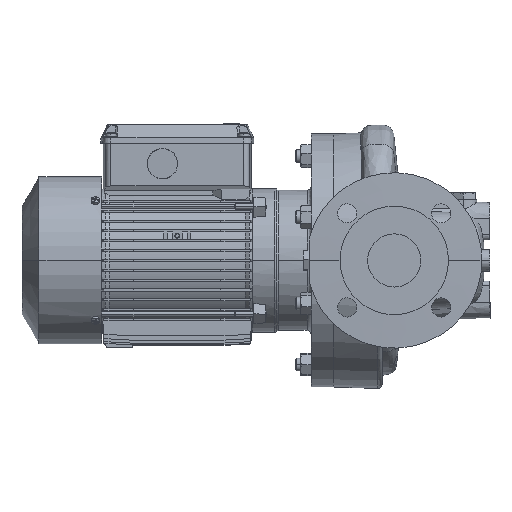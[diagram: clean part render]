
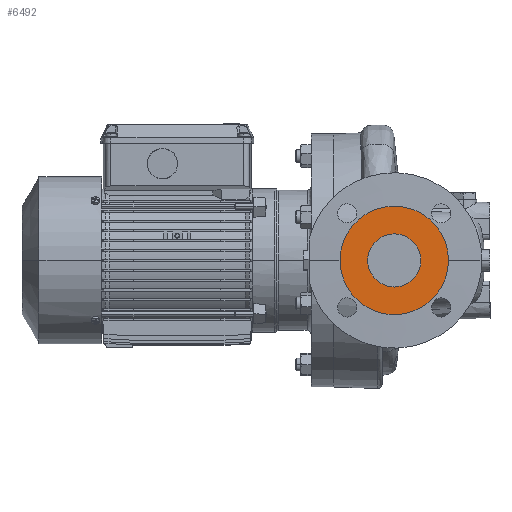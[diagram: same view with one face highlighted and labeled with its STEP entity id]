
A CAD part, left-side view. The second image highlights one B-rep face of the part: STEP entity #6492.
In plain terms, the highlighted planar face has unit normal (-1, 0, 0).
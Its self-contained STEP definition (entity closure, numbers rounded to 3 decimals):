
#548 = AXIS2_PLACEMENT_3D ( 'NONE', #57087, #49935, #88754 ) ;
#6492 = ADVANCED_FACE ( 'NONE', ( #67847, #52522 ), #13653, .T. ) ;
#8725 = ORIENTED_EDGE ( 'NONE', *, *, #82581, .F. ) ;
#10290 = CIRCLE ( 'NONE', #90280, 51. ) ;
#11251 = CARTESIAN_POINT ( 'NONE',  ( -170., 0., 57. ) ) ;
#13277 = DIRECTION ( 'NONE',  ( 1., 0., 0. ) ) ;
#13653 = PLANE ( 'NONE',  #37401 ) ;
#14064 = EDGE_CURVE ( 'NONE', #88593, #92569, #59290, .T. ) ;
#16249 = DIRECTION ( 'NONE',  ( 0., 0., -1. ) ) ;
#17181 = VERTEX_POINT ( 'NONE', #46696 ) ;
#29016 = CARTESIAN_POINT ( 'NONE',  ( -170., 0., 57. ) ) ;
#29748 = DIRECTION ( 'NONE',  ( -1., 0., 0. ) ) ;
#33070 = EDGE_CURVE ( 'NONE', #62384, #17181, #10290, .T. ) ;
#37401 = AXIS2_PLACEMENT_3D ( 'NONE', #29016, #44846, #54506 ) ;
#38299 = AXIS2_PLACEMENT_3D ( 'NONE', #99755, #29748, #45095 ) ;
#41801 = CIRCLE ( 'NONE', #38299, 25. ) ;
#42829 = CARTESIAN_POINT ( 'NONE',  ( -170., 0., 82. ) ) ;
#44846 = DIRECTION ( 'NONE',  ( -1., 0., 0. ) ) ;
#45095 = DIRECTION ( 'NONE',  ( 0., 0., 1. ) ) ;
#46696 = CARTESIAN_POINT ( 'NONE',  ( -170., 0., 6. ) ) ;
#47683 = ORIENTED_EDGE ( 'NONE', *, *, #14064, .F. ) ;
#49935 = DIRECTION ( 'NONE',  ( -1., 0., 0. ) ) ;
#52522 = FACE_OUTER_BOUND ( 'NONE', #99495, .T. ) ;
#54506 = DIRECTION ( 'NONE',  ( 0., 0., 1. ) ) ;
#57087 = CARTESIAN_POINT ( 'NONE',  ( -170., 0., 57. ) ) ;
#59290 = CIRCLE ( 'NONE', #548, 25. ) ;
#59607 = CIRCLE ( 'NONE', #77522, 51. ) ;
#62384 = VERTEX_POINT ( 'NONE', #94006 ) ;
#67847 = FACE_BOUND ( 'NONE', #78633, .T. ) ;
#71435 = CARTESIAN_POINT ( 'NONE',  ( -170., 0., 57. ) ) ;
#72193 = ORIENTED_EDGE ( 'NONE', *, *, #33070, .F. ) ;
#75630 = DIRECTION ( 'NONE',  ( 0., 0., -1. ) ) ;
#77522 = AXIS2_PLACEMENT_3D ( 'NONE', #71435, #93937, #16249 ) ;
#78633 = EDGE_LOOP ( 'NONE', ( #86863, #47683 ) ) ;
#82581 = EDGE_CURVE ( 'NONE', #17181, #62384, #59607, .T. ) ;
#86863 = ORIENTED_EDGE ( 'NONE', *, *, #100592, .F. ) ;
#86907 = CARTESIAN_POINT ( 'NONE',  ( -170., 0., 32. ) ) ;
#88593 = VERTEX_POINT ( 'NONE', #86907 ) ;
#88754 = DIRECTION ( 'NONE',  ( 0., 0., 1. ) ) ;
#90280 = AXIS2_PLACEMENT_3D ( 'NONE', #11251, #13277, #75630 ) ;
#92569 = VERTEX_POINT ( 'NONE', #42829 ) ;
#93937 = DIRECTION ( 'NONE',  ( 1., 0., 0. ) ) ;
#94006 = CARTESIAN_POINT ( 'NONE',  ( -170., 0., 108. ) ) ;
#99495 = EDGE_LOOP ( 'NONE', ( #8725, #72193 ) ) ;
#99755 = CARTESIAN_POINT ( 'NONE',  ( -170., 0., 57. ) ) ;
#100592 = EDGE_CURVE ( 'NONE', #92569, #88593, #41801, .T. ) ;
